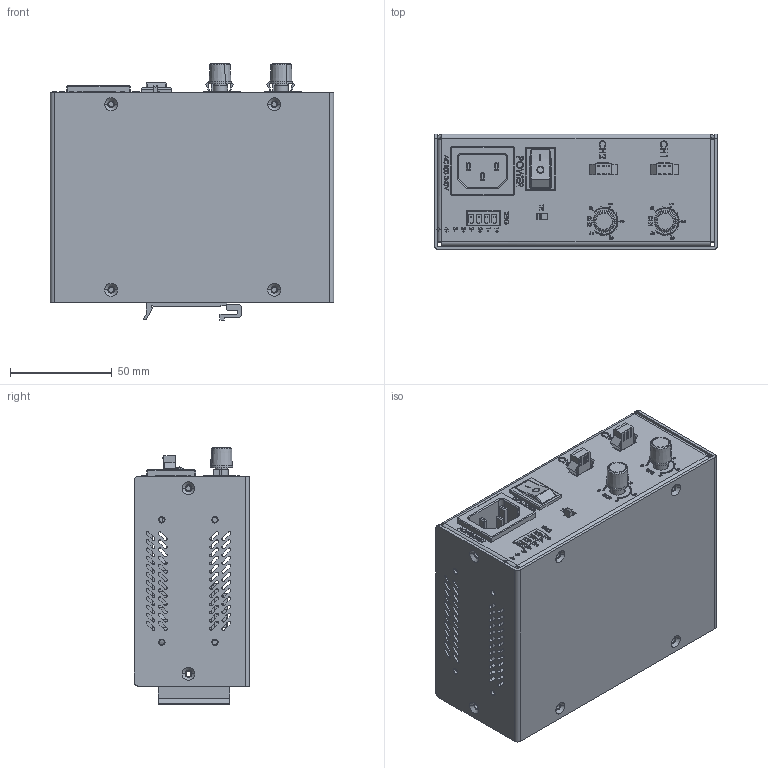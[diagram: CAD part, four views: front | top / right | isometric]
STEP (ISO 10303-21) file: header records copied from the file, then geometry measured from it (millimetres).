
FILE_DESCRIPTION (( 'STEP AP214' ), '1' );
FILE_NAME ('661401.STEP', '2019-04-04T02:31:14', ( 'user' ), ( '微软中国' ), 'SwSTEP 2.0', 'SolidWorks 2016', '' );
FILE_SCHEMA (( 'AUTOMOTIVE_DESIGN' ));
Length unit declared in the file: millimetre
Products named in the file (1): 661401
Bounding box: 139 x 56.5 x 126 mm (x, y, z)
Volume: 173629.7 mm3; surface area: 186140 mm2
Topology: 104 solids, 104 shells, 3440 faces, 9209 edges, 6069 vertices
Faces by surface type: plane 2105, cylinder 840, bspline 423, cone 72
Entity records: 167211 total; most frequent: CARTESIAN_POINT 44092, ORIENTED_EDGE 18402, DIRECTION 16137, EDGE_CURVE 9201, LINE 6621, VECTOR 6621, VERTEX_POINT 6069, AXIS2_PLACEMENT_3D 4758
